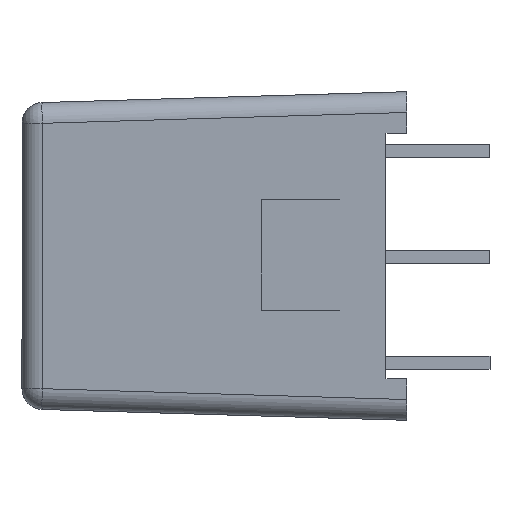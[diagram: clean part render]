
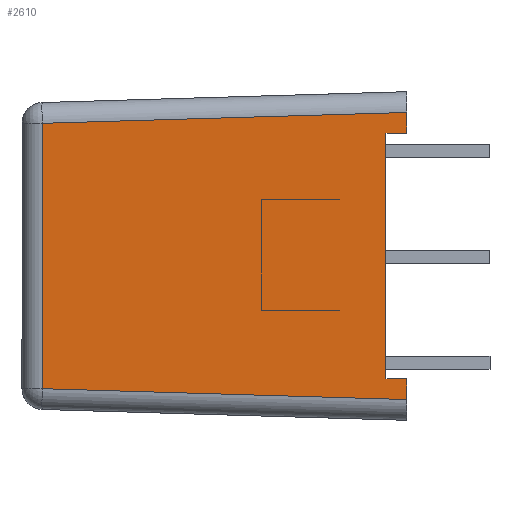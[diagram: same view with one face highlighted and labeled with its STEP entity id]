
A CAD part, left-side view. The second image highlights one B-rep face of the part: STEP entity #2610.
In plain terms, the highlighted planar face has unit normal (-1, 0.027, 0).
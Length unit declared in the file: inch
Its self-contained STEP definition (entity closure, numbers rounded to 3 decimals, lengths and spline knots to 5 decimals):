
#1069 = LINE ( 'NONE', #1845, #1070 ) ;
#1070 = VECTOR ( 'NONE', #1846, 39.37008 ) ;
#1084 = VECTOR ( 'NONE', #1874, 39.37008 ) ;
#1095 = LINE ( 'NONE', #1867, #1084 ) ;
#1108 = LINE ( 'NONE', #1889, #1113 ) ;
#1113 = VECTOR ( 'NONE', #1893, 39.37008 ) ;
#1568 = FACE_OUTER_BOUND ( 'NONE', #5074, .T. ) ;
#1845 = CARTESIAN_POINT ( 'NONE',  ( -1.16898, -0.40312, 0.05468 ) ) ;
#1846 = DIRECTION ( 'NONE',  ( 0.027, 1., 0. ) ) ;
#1867 = CARTESIAN_POINT ( 'NONE',  ( -1.16964, -0.42755, 0.05468 ) ) ;
#1874 = DIRECTION ( 'NONE',  ( 0., 0., 1. ) ) ;
#1889 = CARTESIAN_POINT ( 'NONE',  ( -1.16792, -0.36378, 0.51925 ) ) ;
#1893 = DIRECTION ( 'NONE',  ( -0.027, -1., 0. ) ) ;
#1952 = VERTEX_POINT ( 'NONE', #4265 ) ;
#1971 = VERTEX_POINT ( 'NONE', #4284 ) ;
#1988 = VERTEX_POINT ( 'NONE', #4301 ) ;
#1996 = VERTEX_POINT ( 'NONE', #4309 ) ;
#1998 = VERTEX_POINT ( 'NONE', #4311 ) ;
#1999 = VERTEX_POINT ( 'NONE', #4312 ) ;
#2003 = VERTEX_POINT ( 'NONE', #4316 ) ;
#2066 = VERTEX_POINT ( 'NONE', #7216 ) ;
#2425 = EDGE_CURVE ( 'NONE', #1952, #2003, #1069, .T. ) ;
#2438 = EDGE_CURVE ( 'NONE', #2003, #1988, #1095, .T. ) ;
#2447 = EDGE_CURVE ( 'NONE', #1988, #1998, #1108, .T. ) ;
#2610 = ADVANCED_FACE ( 'NONE', ( #1568 ), #3524, .F. ) ;
#2694 = ORIENTED_EDGE ( 'NONE', *, *, #3383, .F. ) ;
#2695 = ORIENTED_EDGE ( 'NONE', *, *, #2425, .T. ) ;
#2698 = ORIENTED_EDGE ( 'NONE', *, *, #8118, .T. ) ;
#2699 = ORIENTED_EDGE ( 'NONE', *, *, #3375, .F. ) ;
#2928 = ORIENTED_EDGE ( 'NONE', *, *, #2447, .T. ) ;
#2981 = ORIENTED_EDGE ( 'NONE', *, *, #2438, .T. ) ;
#3035 = ORIENTED_EDGE ( 'NONE', *, *, #5887, .T. ) ;
#3036 = ORIENTED_EDGE ( 'NONE', *, *, #5885, .T. ) ;
#3375 = EDGE_CURVE ( 'NONE', #2066, #1998, #6412, .T. ) ;
#3383 = EDGE_CURVE ( 'NONE', #1952, #1999, #6455, .T. ) ;
#3515 = CARTESIAN_POINT ( 'NONE',  ( -1.17071, -0.46692, 0.62948 ) ) ;
#3524 = PLANE ( 'NONE',  #7478 ) ;
#3537 = DIRECTION ( 'NONE',  ( 1., -0.027, 0. ) ) ;
#3538 = DIRECTION ( 'NONE',  ( -0.027, -1., 0. ) ) ;
#3834 = CARTESIAN_POINT ( 'NONE',  ( -1.17076, -0.46902, 0.55869 ) ) ;
#3835 = DIRECTION ( 'NONE',  ( 0.027, 0.999, -0.03 ) ) ;
#4265 = CARTESIAN_POINT ( 'NONE',  ( -1.17071, -0.46692, 0.05468 ) ) ;
#4284 = CARTESIAN_POINT ( 'NONE',  ( -1.15206, 0.22312, 0.53812 ) ) ;
#4301 = CARTESIAN_POINT ( 'NONE',  ( -1.16964, -0.42755, 0.51925 ) ) ;
#4309 = CARTESIAN_POINT ( 'NONE',  ( -1.15206, 0.22312, 0.03581 ) ) ;
#4311 = CARTESIAN_POINT ( 'NONE',  ( -1.17071, -0.46692, 0.51925 ) ) ;
#4312 = CARTESIAN_POINT ( 'NONE',  ( -1.17071, -0.46692, 0.0153 ) ) ;
#4316 = CARTESIAN_POINT ( 'NONE',  ( -1.16964, -0.42755, 0.05468 ) ) ;
#4520 = CARTESIAN_POINT ( 'NONE',  ( -1.15206, 0.22312, 0.62948 ) ) ;
#4521 = DIRECTION ( 'NONE',  ( 0., 0., -1. ) ) ;
#4524 = CARTESIAN_POINT ( 'NONE',  ( -1.17021, -0.44869, 0.01584 ) ) ;
#4525 = DIRECTION ( 'NONE',  ( -0.027, -0.999, -0.03 ) ) ;
#5074 = EDGE_LOOP ( 'NONE', ( #2699, #2698, #3036, #3035, #2694, #2695, #2981, #2928 ) ) ;
#5761 = CARTESIAN_POINT ( 'NONE',  ( -1.17071, -0.46692, 0.59799 ) ) ;
#5762 = DIRECTION ( 'NONE',  ( 0., 0., -1. ) ) ;
#5777 = CARTESIAN_POINT ( 'NONE',  ( -1.17071, -0.46692, 0.59799 ) ) ;
#5778 = DIRECTION ( 'NONE',  ( 0., 0., -1. ) ) ;
#5885 = EDGE_CURVE ( 'NONE', #1971, #1996, #6718, .T. ) ;
#5887 = EDGE_CURVE ( 'NONE', #1996, #1999, #6722, .T. ) ;
#6412 = LINE ( 'NONE', #5761, #6427 ) ;
#6427 = VECTOR ( 'NONE', #5762, 39.37008 ) ;
#6455 = LINE ( 'NONE', #5777, #6456 ) ;
#6456 = VECTOR ( 'NONE', #5778, 39.37008 ) ;
#6718 = LINE ( 'NONE', #4520, #6719 ) ;
#6719 = VECTOR ( 'NONE', #4521, 39.37008 ) ;
#6722 = LINE ( 'NONE', #4524, #6723 ) ;
#6723 = VECTOR ( 'NONE', #4525, 39.37008 ) ;
#6841 = LINE ( 'NONE', #3834, #6842 ) ;
#6842 = VECTOR ( 'NONE', #3835, 39.37008 ) ;
#7216 = CARTESIAN_POINT ( 'NONE',  ( -1.17071, -0.46692, 0.55863 ) ) ;
#7478 = AXIS2_PLACEMENT_3D ( 'NONE', #3515, #3537, #3538 ) ;
#8118 = EDGE_CURVE ( 'NONE', #2066, #1971, #6841, .T. ) ;
